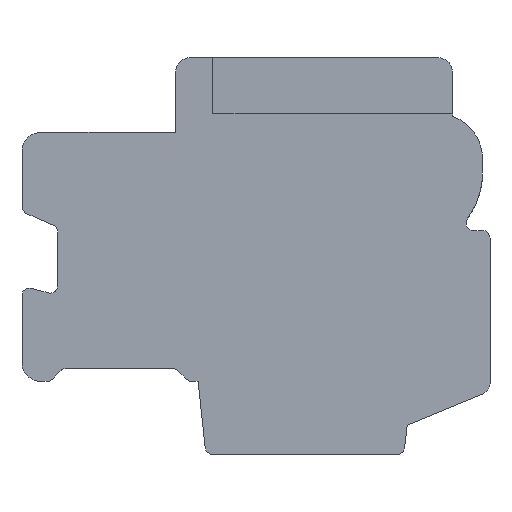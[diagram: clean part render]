
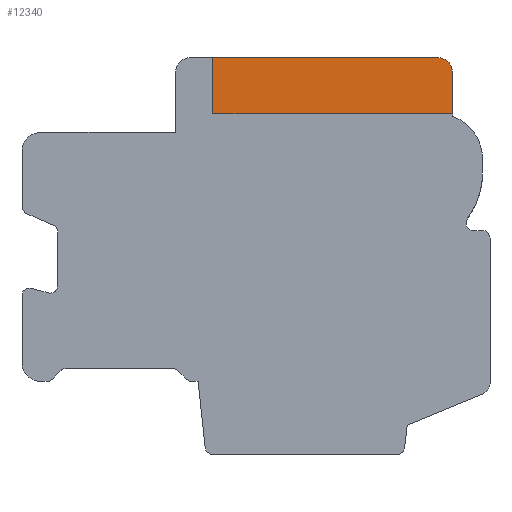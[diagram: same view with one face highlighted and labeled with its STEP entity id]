
A CAD part, front view. The second image highlights one B-rep face of the part: STEP entity #12340.
In plain terms, the highlighted planar face has unit normal (0, -1, 0).
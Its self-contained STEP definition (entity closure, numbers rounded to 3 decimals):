
#57=DIRECTION('',(-1.,0.,0.));
#58=VECTOR('',#57,6.);
#59=CARTESIAN_POINT('',(4.85,-68.5,5.3));
#60=LINE('',#59,#58);
#797=CARTESIAN_POINT('',(4.85,-68.5,4.9));
#798=DIRECTION('',(0.,1.,0.));
#799=DIRECTION('',(0.,0.,1.));
#800=AXIS2_PLACEMENT_3D('',#797,#798,#799);
#854=DIRECTION('',(0.,0.,-1.));
#855=VECTOR('',#854,1.1);
#856=CARTESIAN_POINT('',(5.25,-68.5,4.9));
#857=LINE('',#856,#855);
#3810=DIRECTION('',(0.,0.,1.));
#3811=VECTOR('',#3810,1.5);
#3812=CARTESIAN_POINT('',(-1.15,-68.5,3.8));
#3813=LINE('',#3812,#3811);
#3818=DIRECTION('',(-1.,0.,0.));
#3819=VECTOR('',#3818,6.4);
#3820=CARTESIAN_POINT('',(5.25,-68.5,3.8));
#3821=LINE('',#3820,#3819);
#8029=CARTESIAN_POINT('',(-1.15,-68.5,5.3));
#8031=VERTEX_POINT('',#8029);
#8033=CARTESIAN_POINT('',(4.85,-68.5,5.3));
#8034=VERTEX_POINT('',#8033);
#8035=CARTESIAN_POINT('',(5.25,-68.5,4.9));
#8036=VERTEX_POINT('',#8035);
#8037=CARTESIAN_POINT('',(5.25,-68.5,3.8));
#8038=VERTEX_POINT('',#8037);
#8041=CARTESIAN_POINT('',(-1.15,-68.5,3.8));
#8042=VERTEX_POINT('',#8041);
#12327=CARTESIAN_POINT('',(5.25,-68.5,3.8));
#12328=DIRECTION('',(0.,1.,0.));
#12329=DIRECTION('',(0.,0.,1.));
#12330=AXIS2_PLACEMENT_3D('',#12327,#12328,#12329);
#12331=PLANE('',#12330);
#12332=ORIENTED_EDGE('',*,*,#8611,.F.);
#12333=ORIENTED_EDGE('',*,*,#9358,.T.);
#12334=ORIENTED_EDGE('',*,*,#9432,.T.);
#12336=ORIENTED_EDGE('',*,*,#12335,.T.);
#12337=ORIENTED_EDGE('',*,*,#12319,.T.);
#12338=EDGE_LOOP('',(#12332,#12333,#12334,#12336,#12337));
#12339=FACE_OUTER_BOUND('',#12338,.F.);
#12340=ADVANCED_FACE('',(#12339),#12331,.F.);
#801=CIRCLE('',#800,0.4);
#8611=EDGE_CURVE('',#8034,#8031,#60,.T.);
#9358=EDGE_CURVE('',#8034,#8036,#801,.T.);
#9432=EDGE_CURVE('',#8036,#8038,#857,.T.);
#12319=EDGE_CURVE('',#8042,#8031,#3813,.T.);
#12335=EDGE_CURVE('',#8038,#8042,#3821,.T.);
